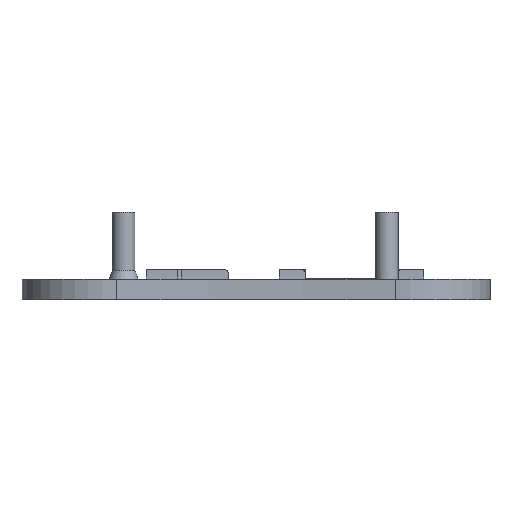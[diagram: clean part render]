
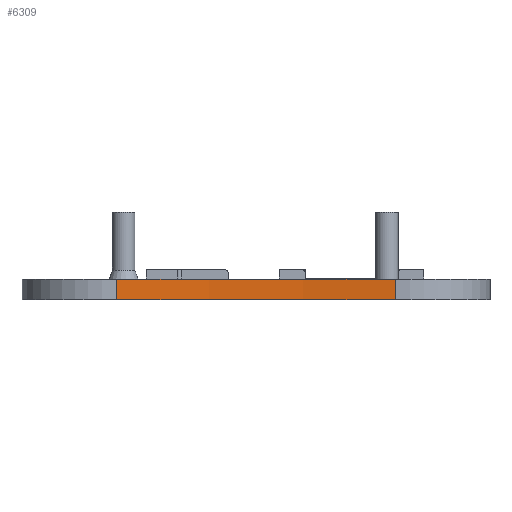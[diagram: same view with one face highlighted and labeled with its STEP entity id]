
A CAD part, left-side view. The second image highlights one B-rep face of the part: STEP entity #6309.
In plain terms, the highlighted cylindrical face has radius 300 mm (diameter 600 mm), a partial arc.
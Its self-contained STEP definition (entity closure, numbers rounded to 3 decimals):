
#80 = DIRECTION ( 'NONE',  ( 0., -1., 0. ) ) ;
#97 = CARTESIAN_POINT ( 'NONE',  ( 47.326, 1.5, -32.282 ) ) ;
#176 = FACE_OUTER_BOUND ( 'NONE', #848, .T. ) ;
#624 = DIRECTION ( 'NONE',  ( 0., -1., 0. ) ) ;
#695 = CARTESIAN_POINT ( 'NONE',  ( 47.326, 1.5, 42.282 ) ) ;
#848 = EDGE_LOOP ( 'NONE', ( #3813, #4413, #5593, #3132 ) ) ;
#1039 = CARTESIAN_POINT ( 'NONE',  ( 47.326, 1.5, -32.282 ) ) ;
#1641 = EDGE_CURVE ( 'NONE', #4957, #5097, #4813, .T. ) ;
#1744 = CARTESIAN_POINT ( 'NONE',  ( 345., 1.5, 5. ) ) ;
#1755 = EDGE_CURVE ( 'NONE', #6090, #5578, #5697, .T. ) ;
#1776 = DIRECTION ( 'NONE',  ( 0., 0., -1. ) ) ;
#2431 = EDGE_CURVE ( 'NONE', #4957, #6090, #2531, .T. ) ;
#2531 = CIRCLE ( 'NONE', #4555, 300. ) ;
#2853 = AXIS2_PLACEMENT_3D ( 'NONE', #1744, #2968, #1776 ) ;
#2942 = CARTESIAN_POINT ( 'NONE',  ( 47.326, -4., -32.282 ) ) ;
#2968 = DIRECTION ( 'NONE',  ( 0., -1., 0. ) ) ;
#3021 = DIRECTION ( 'NONE',  ( 0., 1., 0. ) ) ;
#3069 = CYLINDRICAL_SURFACE ( 'NONE', #2853, 300. ) ;
#3132 = ORIENTED_EDGE ( 'NONE', *, *, #2431, .F. ) ;
#3346 = VECTOR ( 'NONE', #624, 1000. ) ;
#3627 = CARTESIAN_POINT ( 'NONE',  ( 47.326, -4., 42.282 ) ) ;
#3632 = AXIS2_PLACEMENT_3D ( 'NONE', #6205, #3021, #6709 ) ;
#3813 = ORIENTED_EDGE ( 'NONE', *, *, #1641, .T. ) ;
#4293 = VECTOR ( 'NONE', #80, 1000. ) ;
#4413 = ORIENTED_EDGE ( 'NONE', *, *, #5633, .F. ) ;
#4555 = AXIS2_PLACEMENT_3D ( 'NONE', #5312, #4846, #4824 ) ;
#4724 = CIRCLE ( 'NONE', #3632, 300. ) ;
#4813 = LINE ( 'NONE', #695, #3346 ) ;
#4824 = DIRECTION ( 'NONE',  ( 0., 0., 1. ) ) ;
#4846 = DIRECTION ( 'NONE',  ( 0., -1., 0. ) ) ;
#4957 = VERTEX_POINT ( 'NONE', #6667 ) ;
#5097 = VERTEX_POINT ( 'NONE', #3627 ) ;
#5312 = CARTESIAN_POINT ( 'NONE',  ( 345., 1.5, 5. ) ) ;
#5578 = VERTEX_POINT ( 'NONE', #2942 ) ;
#5593 = ORIENTED_EDGE ( 'NONE', *, *, #1755, .F. ) ;
#5633 = EDGE_CURVE ( 'NONE', #5578, #5097, #4724, .T. ) ;
#5697 = LINE ( 'NONE', #97, #4293 ) ;
#6090 = VERTEX_POINT ( 'NONE', #1039 ) ;
#6205 = CARTESIAN_POINT ( 'NONE',  ( 345., -4., 5. ) ) ;
#6309 = ADVANCED_FACE ( 'NONE', ( #176 ), #3069, .F. ) ;
#6667 = CARTESIAN_POINT ( 'NONE',  ( 47.326, 1.5, 42.282 ) ) ;
#6709 = DIRECTION ( 'NONE',  ( 0., 0., -1. ) ) ;
